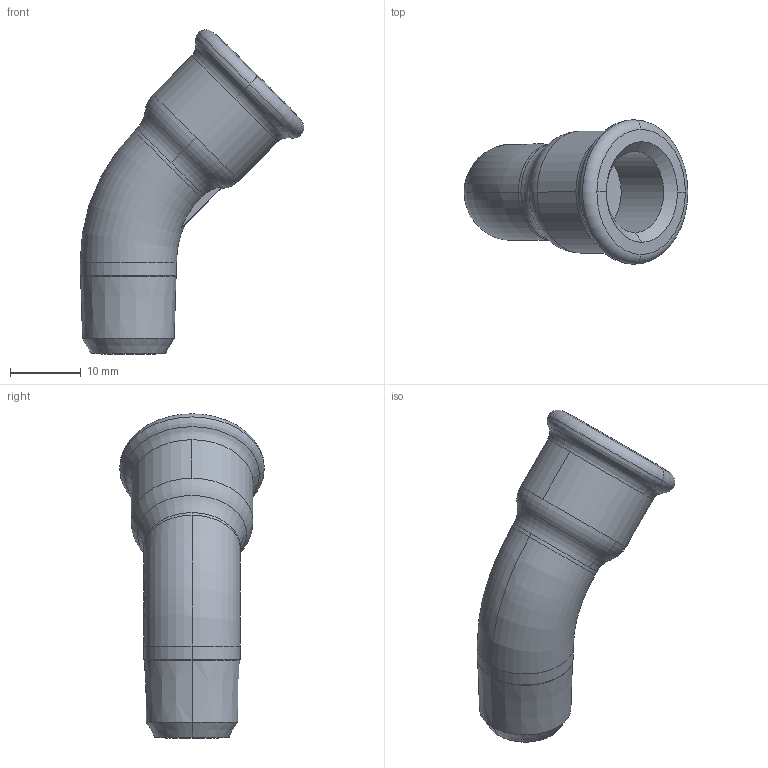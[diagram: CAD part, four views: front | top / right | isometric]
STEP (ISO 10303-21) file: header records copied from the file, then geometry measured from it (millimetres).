
FILE_DESCRIPTION((''),'2;1');
FILE_NAME('1001_Bogen_45.stp','2011-10-05T08:15:58',('pascalzweiacker'),(''),'Autodesk Inventor 2012','Autodesk Inventor 2012','');
FILE_SCHEMA(('AUTOMOTIVE_DESIGN { 1 0 10303 214 1 1 1 1 }'));
Length unit declared in the file: millimetre
Products named in the file (1): 1001_Bogen_45
Bounding box: 31.57 x 20.4 x 45.77 mm (x, y, z)
Volume: 6996.6 mm3; surface area: 2956.1 mm2
Topology: 1 solids, 1 shells, 87 faces, 226 edges, 145 vertices
Faces by surface type: plane 48, torus 14, cylinder 13, cone 12
Entity records: 2846 total; most frequent: CARTESIAN_POINT 604, DIRECTION 503, ORIENTED_EDGE 452, EDGE_CURVE 226, AXIS2_PLACEMENT_3D 199, VERTEX_POINT 145, CIRCLE 111, VECTOR 105
